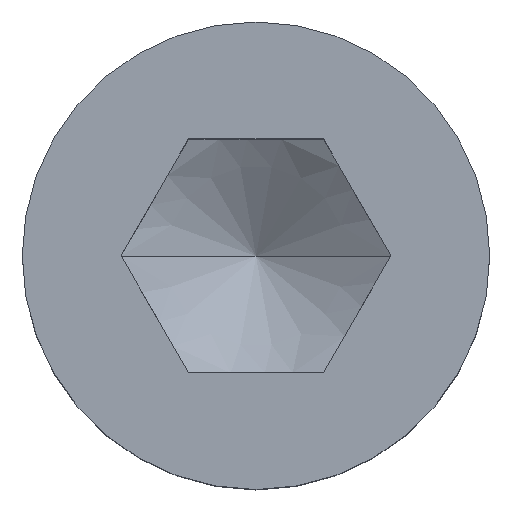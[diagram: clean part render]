
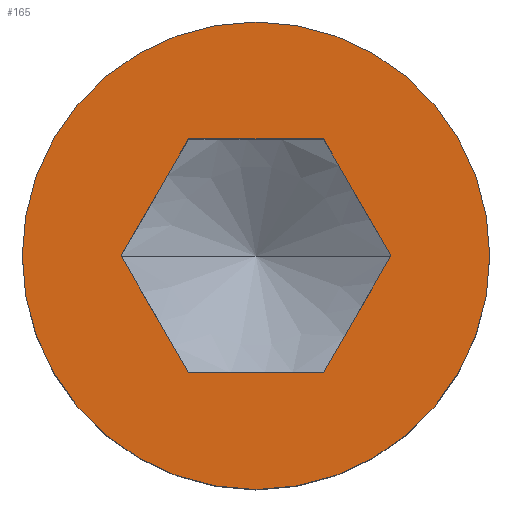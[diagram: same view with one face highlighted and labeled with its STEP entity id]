
A CAD part, top view. The second image highlights one B-rep face of the part: STEP entity #165.
In plain terms, the highlighted planar face has unit normal (0, 0, 1).
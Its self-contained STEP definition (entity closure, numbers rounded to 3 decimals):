
#145=VERTEX_POINT('',#361);
#149=EDGE_CURVE('',#145,#265,#366,.T.);
#155=EDGE_CURVE('',#283,#169,#372,.T.);
#165=ADVANCED_FACE('',(#383,#384),#385,.T.);
#169=VERTEX_POINT('',#389);
#173=EDGE_CURVE('',#169,#235,#393,.T.);
#181=EDGE_CURVE('',#265,#145,#401,.T.);
#199=VERTEX_POINT('',#420);
#231=EDGE_CURVE('',#235,#199,#455,.T.);
#235=VERTEX_POINT('',#460);
#265=VERTEX_POINT('',#498);
#269=VERTEX_POINT('',#502);
#279=EDGE_CURVE('',#307,#283,#513,.T.);
#283=VERTEX_POINT('',#517);
#297=EDGE_CURVE('',#269,#307,#532,.T.);
#307=VERTEX_POINT('',#544);
#325=EDGE_CURVE('',#199,#269,#564,.T.);
#361=CARTESIAN_POINT('',(14.0,0.,16.0));
#366=CIRCLE('',#615,14.0);
#372=LINE('',#624,#625);
#383=FACE_OUTER_BOUND('',#648,.T.);
#384=FACE_BOUND('',#649,.T.);
#385=PLANE('',#650);
#389=CARTESIAN_POINT('',(-4.041,7.0,16.0));
#393=LINE('',#661,#662);
#401=CIRCLE('',#674,14.0);
#420=CARTESIAN_POINT('',(8.083,0.0,16.0));
#455=LINE('',#769,#770);
#460=CARTESIAN_POINT('',(4.041,7.0,16.0));
#498=CARTESIAN_POINT('',(-14.0,0.0,16.0));
#502=CARTESIAN_POINT('',(4.041,-7.0,16.0));
#513=LINE('',#843,#844);
#517=CARTESIAN_POINT('',(-8.083,0.0,16.0));
#532=LINE('',#866,#867);
#544=CARTESIAN_POINT('',(-4.041,-7.0,16.0));
#564=LINE('',#913,#914);
#615=AXIS2_PLACEMENT_3D('',#942,#943,#944);
#624=CARTESIAN_POINT('',(-5.052,5.25,16.0));
#625=VECTOR('',#951,1.0);
#648=EDGE_LOOP('',(#960,#961));
#649=EDGE_LOOP('',(#962,#963,#964,#965,#966,#967));
#650=AXIS2_PLACEMENT_3D('',#968,#969,#970);
#661=CARTESIAN_POINT('',(2.021,7.0,16.0));
#662=VECTOR('',#977,1.0);
#674=AXIS2_PLACEMENT_3D('',#982,#983,#984);
#769=CARTESIAN_POINT('',(7.073,1.75,16.0));
#770=VECTOR('',#1028,1.0);
#843=CARTESIAN_POINT('',(-7.073,-1.75,16.0));
#844=VECTOR('',#1116,1.0);
#866=CARTESIAN_POINT('',(-2.021,-7.0,16.0));
#867=VECTOR('',#1126,1.0);
#913=CARTESIAN_POINT('',(5.052,-5.25,16.0));
#914=VECTOR('',#1168,1.0);
#942=CARTESIAN_POINT('',(0.0,0.0,16.0));
#943=DIRECTION('',(0.0,0.0,1.0));
#944=DIRECTION('',(1.0,0.0,0.0));
#951=DIRECTION('',(0.5,0.866,0.0));
#960=ORIENTED_EDGE('',*,*,#181,.T.);
#961=ORIENTED_EDGE('',*,*,#149,.T.);
#962=ORIENTED_EDGE('',*,*,#279,.T.);
#963=ORIENTED_EDGE('',*,*,#155,.T.);
#964=ORIENTED_EDGE('',*,*,#173,.T.);
#965=ORIENTED_EDGE('',*,*,#231,.T.);
#966=ORIENTED_EDGE('',*,*,#325,.T.);
#967=ORIENTED_EDGE('',*,*,#297,.T.);
#968=CARTESIAN_POINT('',(-10.043,0.,16.0));
#969=DIRECTION('',(0.0,0.0,1.0));
#970=DIRECTION('',(-1.0,0.,0.0));
#977=DIRECTION('',(1.0,0.0,0.0));
#982=CARTESIAN_POINT('',(0.0,0.0,16.0));
#983=DIRECTION('',(0.0,0.0,1.0));
#984=DIRECTION('',(1.0,0.0,0.0));
#1028=DIRECTION('',(0.5,-0.866,0.0));
#1116=DIRECTION('',(-0.5,0.866,0.0));
#1126=DIRECTION('',(-1.0,0.0,0.0));
#1168=DIRECTION('',(-0.5,-0.866,0.0));
